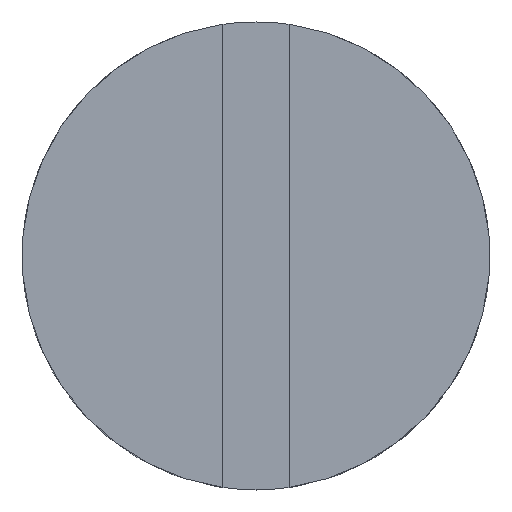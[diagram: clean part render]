
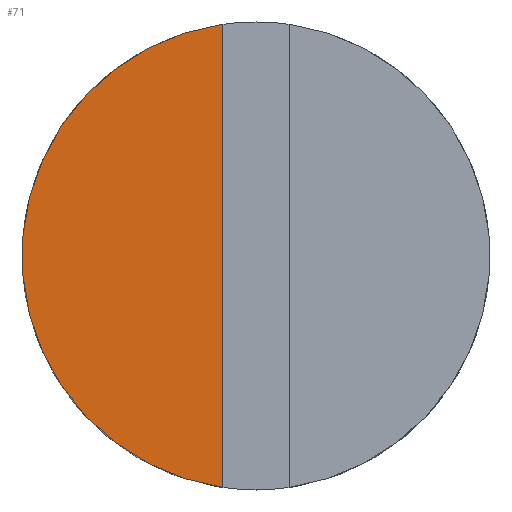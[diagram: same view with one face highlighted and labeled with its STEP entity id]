
A CAD part, top view. The second image highlights one B-rep face of the part: STEP entity #71.
In plain terms, the highlighted planar face has unit normal (0, 0, 1).
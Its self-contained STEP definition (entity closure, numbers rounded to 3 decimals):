
#51=AXIS2_PLACEMENT_3D('Plane Axis2P3D',#48,#49,#50) ;
#55=AXIS2_PLACEMENT_3D('Circle Axis2P3D',#53,#54,$) ;
#48=CARTESIAN_POINT('Axis2P3D Location',(4.25,4.25,11.3)) ;
#53=CARTESIAN_POINT('Axis2P3D Location',(4.25,4.25,11.3)) ;
#57=CARTESIAN_POINT('Vertex',(3.65,0.043,11.3)) ;
#59=CARTESIAN_POINT('Vertex',(3.65,8.457,11.3)) ;
#62=CARTESIAN_POINT('Line Origine',(3.65,4.25,11.3)) ;
#49=DIRECTION('Axis2P3D Direction',(0.,0.,-1.)) ;
#50=DIRECTION('Axis2P3D XDirection',(0.,1.,0.)) ;
#54=DIRECTION('Axis2P3D Direction',(0.,0.,-1.)) ;
#63=DIRECTION('Vector Direction',(0.,-1.,0.)) ;
#64=VECTOR('Line Direction',#63,1.) ;
#68=ORIENTED_EDGE('',*,*,#61,.F.) ;
#69=ORIENTED_EDGE('',*,*,#66,.F.) ;
#71=ADVANCED_FACE('V1',(#70),#52,.F.) ;
#56=CIRCLE('generated circle',#55,4.25) ;
#61=EDGE_CURVE('',#58,#60,#56,.T.) ;
#66=EDGE_CURVE('',#60,#58,#65,.T.) ;
#67=EDGE_LOOP('',(#68,#69)) ;
#70=FACE_OUTER_BOUND('',#67,.T.) ;
#65=LINE('Line',#62,#64) ;
#52=PLANE('',#51) ;
#58=VERTEX_POINT('',#57) ;
#60=VERTEX_POINT('',#59) ;
